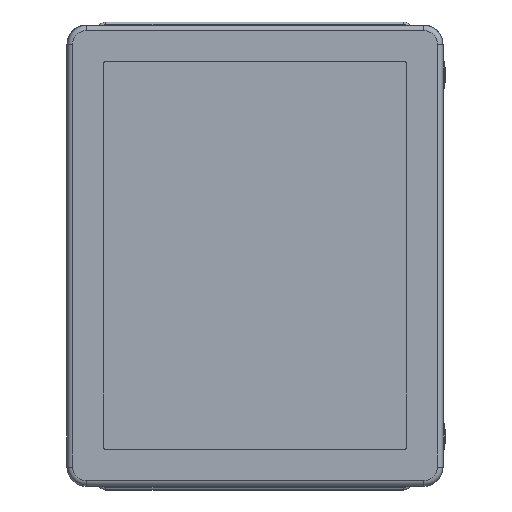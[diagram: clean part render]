
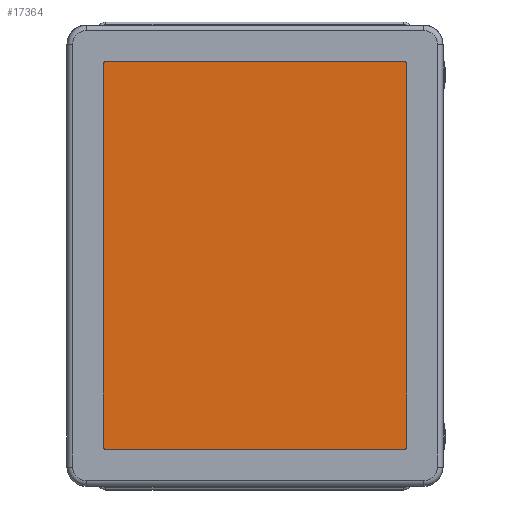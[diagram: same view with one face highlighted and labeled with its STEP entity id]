
A CAD part, top view. The second image highlights one B-rep face of the part: STEP entity #17364.
In plain terms, the highlighted planar face has unit normal (0, 0, 1).
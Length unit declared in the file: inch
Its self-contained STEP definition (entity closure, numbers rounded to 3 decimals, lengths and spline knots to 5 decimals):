
#755=LINE($,#27790,#2164);
#758=LINE($,#27798,#2167);
#761=LINE($,#27806,#2170);
#763=LINE($,#27812,#2172);
#2164=VECTOR($,#21655,18.);
#2167=VECTOR($,#21664,14.);
#2170=VECTOR($,#21673,18.);
#2172=VECTOR($,#21681,14.);
#3437=PLANE($,#18759);
#5026=FACE_OUTER_BOUND($,#6122,.T.);
#6122=EDGE_LOOP($,(#13436,#13437,#13438,#13439,#13440,#13441,#13442,#13443));
#7442=CIRCLE($,#18748,0.125);
#7443=CIRCLE($,#18751,0.125);
#7444=CIRCLE($,#18754,0.125);
#7445=CIRCLE($,#18757,0.125);
#8437=VERTEX_POINT($,#27782);
#8438=VERTEX_POINT($,#27784);
#8439=VERTEX_POINT($,#27788);
#8440=VERTEX_POINT($,#27792);
#8441=VERTEX_POINT($,#27796);
#8442=VERTEX_POINT($,#27800);
#8443=VERTEX_POINT($,#27804);
#8444=VERTEX_POINT($,#27808);
#10345=EDGE_CURVE($,#8437,#8438,#7442,.T.);
#10348=EDGE_CURVE($,#8439,#8437,#755,.T.);
#10350=EDGE_CURVE($,#8440,#8439,#7443,.T.);
#10352=EDGE_CURVE($,#8441,#8440,#758,.T.);
#10354=EDGE_CURVE($,#8442,#8441,#7444,.T.);
#10356=EDGE_CURVE($,#8443,#8442,#761,.T.);
#10358=EDGE_CURVE($,#8444,#8443,#7445,.T.);
#10359=EDGE_CURVE($,#8438,#8444,#763,.T.);
#13436=ORIENTED_EDGE($,*,*,#10359,.F.);
#13437=ORIENTED_EDGE($,*,*,#10345,.F.);
#13438=ORIENTED_EDGE($,*,*,#10348,.F.);
#13439=ORIENTED_EDGE($,*,*,#10350,.F.);
#13440=ORIENTED_EDGE($,*,*,#10352,.F.);
#13441=ORIENTED_EDGE($,*,*,#10354,.F.);
#13442=ORIENTED_EDGE($,*,*,#10356,.F.);
#13443=ORIENTED_EDGE($,*,*,#10358,.F.);
#17364=ADVANCED_FACE($,(#5026),#3437,.T.);
#18748=AXIS2_PLACEMENT_3D($,#27785,#21649,#21650);
#18751=AXIS2_PLACEMENT_3D($,#27794,#21659,#21660);
#18754=AXIS2_PLACEMENT_3D($,#27802,#21668,#21669);
#18757=AXIS2_PLACEMENT_3D($,#27810,#21677,#21678);
#18759=AXIS2_PLACEMENT_3D($,#27813,#21682,#21683);
#21649=DIRECTION('center_axis',(0.,0.,-1.));
#21650=DIRECTION('ref_axis',(0.,-1.,0.));
#21655=DIRECTION($,(0.,1.,0.));
#21659=DIRECTION('center_axis',(0.,0.,-1.));
#21660=DIRECTION('ref_axis',(1.,0.,0.));
#21664=DIRECTION($,(-1.,0.,0.));
#21668=DIRECTION('center_axis',(0.,0.,-1.));
#21669=DIRECTION('ref_axis',(0.,1.,0.));
#21673=DIRECTION($,(0.,-1.,0.));
#21677=DIRECTION('center_axis',(0.,0.,-1.));
#21678=DIRECTION('ref_axis',(-1.,0.,0.));
#21681=DIRECTION($,(1.,0.,0.));
#21682=DIRECTION('center_axis',(0.,0.,1.));
#21683=DIRECTION('ref_axis',(1.,0.,0.));
#27782=CARTESIAN_POINT('',(-7.125,9.,0.));
#27784=CARTESIAN_POINT('',(-7.,9.125,0.));
#27785=CARTESIAN_POINT('Origin',(-7.,9.,0.));
#27788=CARTESIAN_POINT('',(-7.125,-9.,0.));
#27790=CARTESIAN_POINT($,(-7.125,-9.,0.));
#27792=CARTESIAN_POINT('',(-7.,-9.125,0.));
#27794=CARTESIAN_POINT('Origin',(-7.,-9.,0.));
#27796=CARTESIAN_POINT('',(7.,-9.125,0.));
#27798=CARTESIAN_POINT($,(7.,-9.125,0.));
#27800=CARTESIAN_POINT('',(7.125,-9.,0.));
#27802=CARTESIAN_POINT('Origin',(7.,-9.,0.));
#27804=CARTESIAN_POINT('',(7.125,9.,0.));
#27806=CARTESIAN_POINT($,(7.125,9.,0.));
#27808=CARTESIAN_POINT('',(7.,9.125,0.));
#27810=CARTESIAN_POINT('Origin',(7.,9.,0.));
#27812=CARTESIAN_POINT($,(-7.,9.125,0.));
#27813=CARTESIAN_POINT('Origin',(0.,0.,0.));
